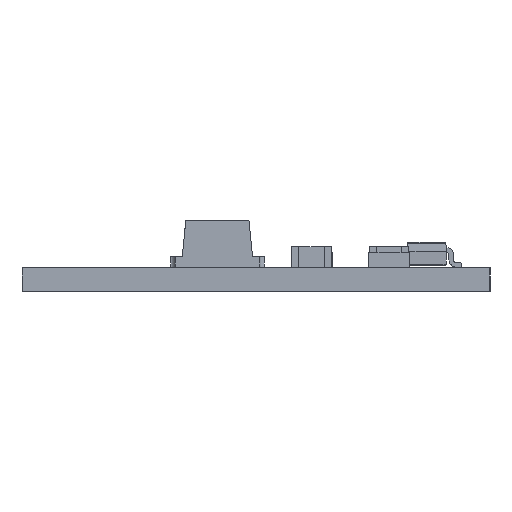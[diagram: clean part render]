
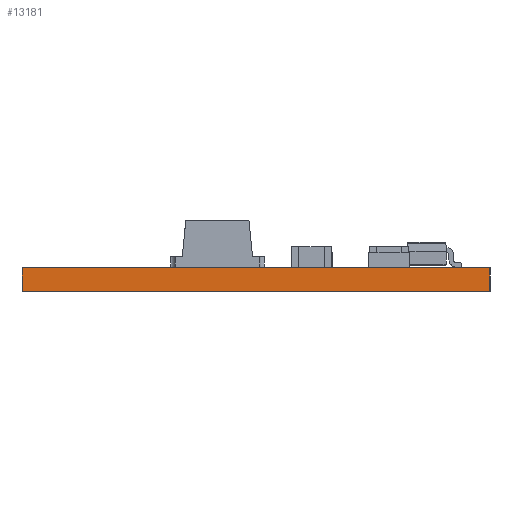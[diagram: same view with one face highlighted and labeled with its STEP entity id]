
A CAD part, left-side view. The second image highlights one B-rep face of the part: STEP entity #13181.
In plain terms, the highlighted planar face has unit normal (-1, 0, 0).
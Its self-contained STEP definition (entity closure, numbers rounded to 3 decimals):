
#3014 = ORIENTED_EDGE ( 'NONE', *, *, #23345, .F. ) ;
#3324 = CARTESIAN_POINT ( 'NONE',  ( 0., 0., 1.016 ) ) ;
#5504 = CARTESIAN_POINT ( 'NONE',  ( 0., 0., 0. ) ) ;
#5620 = EDGE_CURVE ( 'NONE', #30356, #33382, #12941, .T. ) ;
#6918 = VERTEX_POINT ( 'NONE', #26714 ) ;
#6953 = CARTESIAN_POINT ( 'NONE',  ( 0., 20., 1.016 ) ) ;
#7274 = CARTESIAN_POINT ( 'NONE',  ( 0., 0., 1.016 ) ) ;
#8236 = VECTOR ( 'NONE', #36444, 1000. ) ;
#9424 = VECTOR ( 'NONE', #13462, 1000. ) ;
#9620 = DIRECTION ( 'NONE',  ( 0., 0., -1. ) ) ;
#9979 = DIRECTION ( 'NONE',  ( 0., 0., -1. ) ) ;
#10053 = PLANE ( 'NONE',  #25039 ) ;
#12941 = LINE ( 'NONE', #6953, #9424 ) ;
#13181 = ADVANCED_FACE ( 'NONE', ( #21227 ), #10053, .F. ) ;
#13462 = DIRECTION ( 'NONE',  ( 0., 0., -1. ) ) ;
#14707 = CARTESIAN_POINT ( 'NONE',  ( 0., 20., 1.016 ) ) ;
#15304 = EDGE_CURVE ( 'NONE', #31324, #6918, #26998, .T. ) ;
#16016 = VECTOR ( 'NONE', #18983, 1000. ) ;
#18983 = DIRECTION ( 'NONE',  ( 0., -1., 0. ) ) ;
#19212 = ORIENTED_EDGE ( 'NONE', *, *, #15304, .F. ) ;
#19365 = VECTOR ( 'NONE', #9979, 1000. ) ;
#21227 = FACE_OUTER_BOUND ( 'NONE', #41408, .T. ) ;
#23345 = EDGE_CURVE ( 'NONE', #30356, #31324, #24963, .T. ) ;
#24963 = LINE ( 'NONE', #7274, #8236 ) ;
#25039 = AXIS2_PLACEMENT_3D ( 'NONE', #32800, #29099, #9620 ) ;
#26714 = CARTESIAN_POINT ( 'NONE',  ( 0., 0., 0. ) ) ;
#26998 = LINE ( 'NONE', #3324, #19365 ) ;
#27727 = LINE ( 'NONE', #5504, #16016 ) ;
#27839 = ORIENTED_EDGE ( 'NONE', *, *, #5620, .T. ) ;
#29099 = DIRECTION ( 'NONE',  ( 1., 0., 0. ) ) ;
#30356 = VERTEX_POINT ( 'NONE', #14707 ) ;
#30417 = EDGE_CURVE ( 'NONE', #33382, #6918, #27727, .T. ) ;
#31181 = CARTESIAN_POINT ( 'NONE',  ( 0., 20., 0. ) ) ;
#31324 = VERTEX_POINT ( 'NONE', #42172 ) ;
#32800 = CARTESIAN_POINT ( 'NONE',  ( 0., 0., 1.016 ) ) ;
#33382 = VERTEX_POINT ( 'NONE', #31181 ) ;
#33701 = ORIENTED_EDGE ( 'NONE', *, *, #30417, .T. ) ;
#36444 = DIRECTION ( 'NONE',  ( 0., -1., 0. ) ) ;
#41408 = EDGE_LOOP ( 'NONE', ( #33701, #19212, #3014, #27839 ) ) ;
#42172 = CARTESIAN_POINT ( 'NONE',  ( 0., 0., 1.016 ) ) ;
